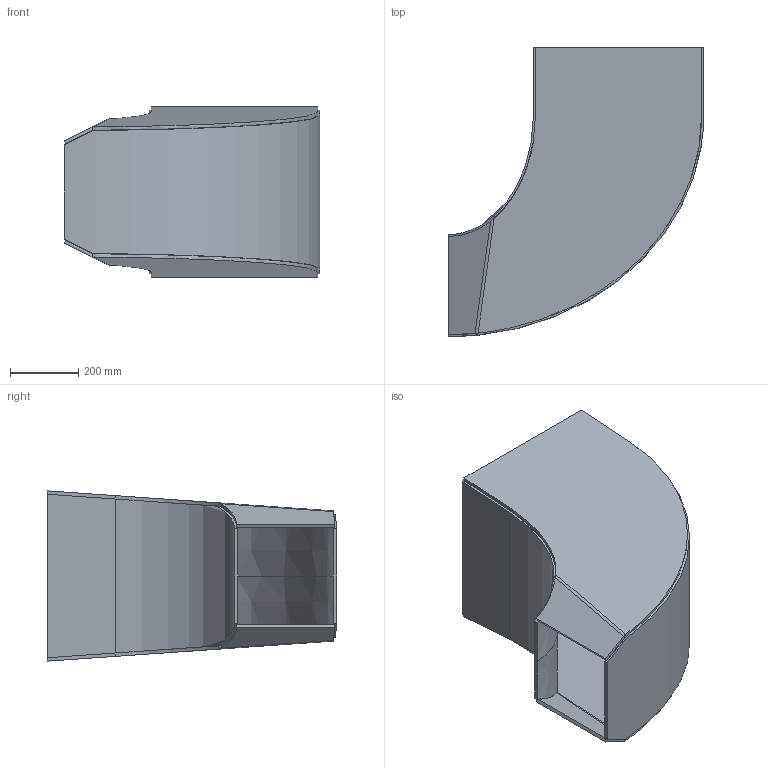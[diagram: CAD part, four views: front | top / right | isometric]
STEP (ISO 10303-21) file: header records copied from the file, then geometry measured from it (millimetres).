
FILE_DESCRIPTION(/* description */ (''),/* implementation_level */ '2;1');
FILE_NAME(/* name */ 'Bauteil1333 verjüngt-WH.stp',/* time_stamp */ '2014-05-13T20:41:56+02:00',/* author */ ('Walter'),/* organization */ (''),/* preprocessor_version */ 'ST-DEVELOPER v15.2',/* originating_system */ 'Autodesk Inventor 2014',/* authorisation */ '');
FILE_SCHEMA (('AUTOMOTIVE_DESIGN { 1 0 10303 214 3 1 1 }'));
Length unit declared in the file: millimetre
Products named in the file (1): Bauteil1333-WH
Bounding box: 750 x 850 x 500 mm (x, y, z)
Volume: 16191257.2 mm3; surface area: 3349381.3 mm2
Topology: 4 solids, 4 shells, 76 faces, 192 edges, 124 vertices
Faces by surface type: bspline 40, plane 28, cylinder 8
Entity records: 3252 total; most frequent: CARTESIAN_POINT 1707, ORIENTED_EDGE 384, EDGE_CURVE 192, DIRECTION 170, VERTEX_POINT 124, B_SPLINE_CURVE_WITH_KNOTS 102, LINE 84, VECTOR 84
